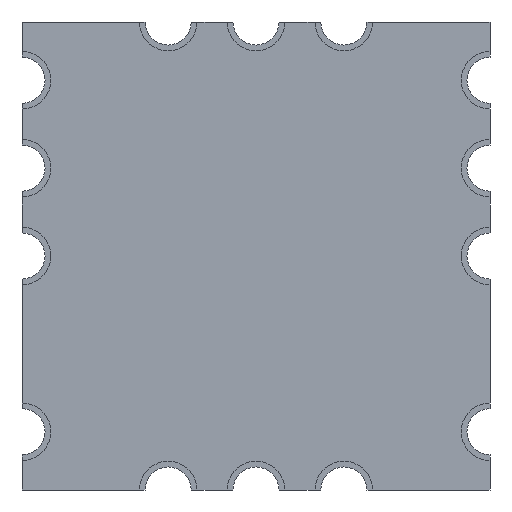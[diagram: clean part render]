
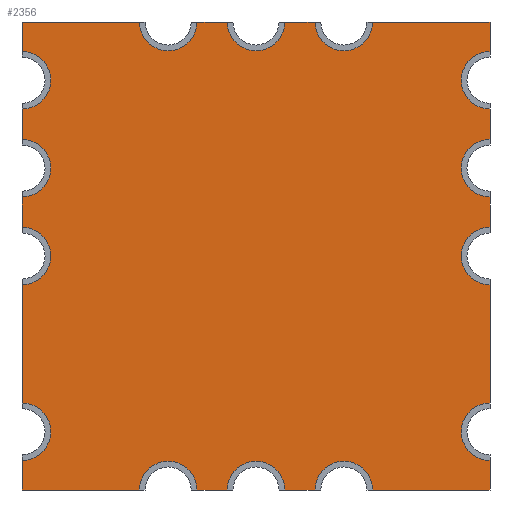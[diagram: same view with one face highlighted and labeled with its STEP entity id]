
A CAD part, front view. The second image highlights one B-rep face of the part: STEP entity #2356.
In plain terms, the highlighted planar face has unit normal (0, -1, 0).
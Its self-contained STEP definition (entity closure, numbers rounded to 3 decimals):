
#23=PLANE('',#2501);
#173=FACE_OUTER_BOUND('',#298,.T.);
#298=EDGE_LOOP('',(#1626,#1627,#1628,#1629,#1630,#1631,#1632,#1633,#1634,
#1635,#1636,#1637,#1638,#1639,#1640,#1641,#1642,#1643,#1644,#1645,#1646,
#1647,#1648,#1649,#1650,#1651,#1652,#1653,#1654,#1655,#1656,#1657));
#434=LINE('',#3433,#690);
#435=LINE('',#3437,#691);
#436=LINE('',#3439,#692);
#437=LINE('',#3443,#693);
#438=LINE('',#3447,#694);
#439=LINE('',#3451,#695);
#440=LINE('',#3453,#696);
#441=LINE('',#3457,#697);
#442=LINE('',#3461,#698);
#443=LINE('',#3465,#699);
#444=LINE('',#3469,#700);
#445=LINE('',#3471,#701);
#446=LINE('',#3475,#702);
#447=LINE('',#3479,#703);
#448=LINE('',#3483,#704);
#449=LINE('',#3485,#705);
#450=LINE('',#3489,#706);
#451=LINE('',#3492,#707);
#690=VECTOR('',#2740,10.);
#691=VECTOR('',#2743,10.);
#692=VECTOR('',#2744,10.);
#693=VECTOR('',#2747,10.);
#694=VECTOR('',#2750,10.);
#695=VECTOR('',#2753,10.);
#696=VECTOR('',#2754,10.);
#697=VECTOR('',#2757,10.);
#698=VECTOR('',#2760,10.);
#699=VECTOR('',#2763,10.);
#700=VECTOR('',#2766,10.);
#701=VECTOR('',#2767,10.);
#702=VECTOR('',#2770,10.);
#703=VECTOR('',#2773,10.);
#704=VECTOR('',#2776,10.);
#705=VECTOR('',#2777,10.);
#706=VECTOR('',#2780,10.);
#707=VECTOR('',#2783,10.);
#942=CIRCLE('',#2498,0.75);
#944=CIRCLE('',#2502,0.75);
#945=CIRCLE('',#2503,0.75);
#946=CIRCLE('',#2504,0.75);
#947=CIRCLE('',#2505,0.75);
#948=CIRCLE('',#2506,0.75);
#949=CIRCLE('',#2507,0.75);
#950=CIRCLE('',#2508,0.75);
#951=CIRCLE('',#2509,0.75);
#952=CIRCLE('',#2510,0.75);
#953=CIRCLE('',#2511,0.75);
#954=CIRCLE('',#2512,0.75);
#955=CIRCLE('',#2513,0.75);
#956=CIRCLE('',#2514,0.75);
#1038=VERTEX_POINT('',#3420);
#1039=VERTEX_POINT('',#3421);
#1042=VERTEX_POINT('',#3432);
#1043=VERTEX_POINT('',#3434);
#1044=VERTEX_POINT('',#3436);
#1045=VERTEX_POINT('',#3438);
#1046=VERTEX_POINT('',#3440);
#1047=VERTEX_POINT('',#3442);
#1048=VERTEX_POINT('',#3444);
#1049=VERTEX_POINT('',#3446);
#1050=VERTEX_POINT('',#3448);
#1051=VERTEX_POINT('',#3450);
#1052=VERTEX_POINT('',#3452);
#1053=VERTEX_POINT('',#3454);
#1054=VERTEX_POINT('',#3456);
#1055=VERTEX_POINT('',#3458);
#1056=VERTEX_POINT('',#3460);
#1057=VERTEX_POINT('',#3462);
#1058=VERTEX_POINT('',#3464);
#1059=VERTEX_POINT('',#3466);
#1060=VERTEX_POINT('',#3468);
#1061=VERTEX_POINT('',#3470);
#1062=VERTEX_POINT('',#3472);
#1063=VERTEX_POINT('',#3474);
#1064=VERTEX_POINT('',#3476);
#1065=VERTEX_POINT('',#3478);
#1066=VERTEX_POINT('',#3480);
#1067=VERTEX_POINT('',#3482);
#1068=VERTEX_POINT('',#3484);
#1069=VERTEX_POINT('',#3486);
#1070=VERTEX_POINT('',#3488);
#1071=VERTEX_POINT('',#3490);
#1270=EDGE_CURVE('',#1038,#1039,#942,.T.);
#1276=EDGE_CURVE('',#1042,#1039,#434,.T.);
#1277=EDGE_CURVE('',#1042,#1043,#944,.T.);
#1278=EDGE_CURVE('',#1044,#1043,#435,.T.);
#1279=EDGE_CURVE('',#1045,#1044,#436,.T.);
#1280=EDGE_CURVE('',#1045,#1046,#945,.T.);
#1281=EDGE_CURVE('',#1047,#1046,#437,.T.);
#1282=EDGE_CURVE('',#1047,#1048,#946,.T.);
#1283=EDGE_CURVE('',#1049,#1048,#438,.T.);
#1284=EDGE_CURVE('',#1049,#1050,#947,.T.);
#1285=EDGE_CURVE('',#1051,#1050,#439,.T.);
#1286=EDGE_CURVE('',#1052,#1051,#440,.T.);
#1287=EDGE_CURVE('',#1052,#1053,#948,.T.);
#1288=EDGE_CURVE('',#1054,#1053,#441,.T.);
#1289=EDGE_CURVE('',#1054,#1055,#949,.T.);
#1290=EDGE_CURVE('',#1056,#1055,#442,.T.);
#1291=EDGE_CURVE('',#1056,#1057,#950,.T.);
#1292=EDGE_CURVE('',#1058,#1057,#443,.T.);
#1293=EDGE_CURVE('',#1058,#1059,#951,.T.);
#1294=EDGE_CURVE('',#1060,#1059,#444,.T.);
#1295=EDGE_CURVE('',#1060,#1061,#445,.T.);
#1296=EDGE_CURVE('',#1061,#1062,#952,.T.);
#1297=EDGE_CURVE('',#1062,#1063,#446,.T.);
#1298=EDGE_CURVE('',#1063,#1064,#953,.T.);
#1299=EDGE_CURVE('',#1064,#1065,#447,.T.);
#1300=EDGE_CURVE('',#1065,#1066,#954,.T.);
#1301=EDGE_CURVE('',#1066,#1067,#448,.T.);
#1302=EDGE_CURVE('',#1068,#1067,#449,.T.);
#1303=EDGE_CURVE('',#1068,#1069,#955,.T.);
#1304=EDGE_CURVE('',#1070,#1069,#450,.T.);
#1305=EDGE_CURVE('',#1070,#1071,#956,.T.);
#1306=EDGE_CURVE('',#1038,#1071,#451,.T.);
#1626=ORIENTED_EDGE('',*,*,#1270,.T.);
#1627=ORIENTED_EDGE('',*,*,#1276,.F.);
#1628=ORIENTED_EDGE('',*,*,#1277,.T.);
#1629=ORIENTED_EDGE('',*,*,#1278,.F.);
#1630=ORIENTED_EDGE('',*,*,#1279,.F.);
#1631=ORIENTED_EDGE('',*,*,#1280,.T.);
#1632=ORIENTED_EDGE('',*,*,#1281,.F.);
#1633=ORIENTED_EDGE('',*,*,#1282,.T.);
#1634=ORIENTED_EDGE('',*,*,#1283,.F.);
#1635=ORIENTED_EDGE('',*,*,#1284,.T.);
#1636=ORIENTED_EDGE('',*,*,#1285,.F.);
#1637=ORIENTED_EDGE('',*,*,#1286,.F.);
#1638=ORIENTED_EDGE('',*,*,#1287,.T.);
#1639=ORIENTED_EDGE('',*,*,#1288,.F.);
#1640=ORIENTED_EDGE('',*,*,#1289,.T.);
#1641=ORIENTED_EDGE('',*,*,#1290,.F.);
#1642=ORIENTED_EDGE('',*,*,#1291,.T.);
#1643=ORIENTED_EDGE('',*,*,#1292,.F.);
#1644=ORIENTED_EDGE('',*,*,#1293,.T.);
#1645=ORIENTED_EDGE('',*,*,#1294,.F.);
#1646=ORIENTED_EDGE('',*,*,#1295,.T.);
#1647=ORIENTED_EDGE('',*,*,#1296,.T.);
#1648=ORIENTED_EDGE('',*,*,#1297,.T.);
#1649=ORIENTED_EDGE('',*,*,#1298,.T.);
#1650=ORIENTED_EDGE('',*,*,#1299,.T.);
#1651=ORIENTED_EDGE('',*,*,#1300,.T.);
#1652=ORIENTED_EDGE('',*,*,#1301,.T.);
#1653=ORIENTED_EDGE('',*,*,#1302,.F.);
#1654=ORIENTED_EDGE('',*,*,#1303,.T.);
#1655=ORIENTED_EDGE('',*,*,#1304,.F.);
#1656=ORIENTED_EDGE('',*,*,#1305,.T.);
#1657=ORIENTED_EDGE('',*,*,#1306,.F.);
#2356=ADVANCED_FACE('',(#173),#23,.F.);
#2498=AXIS2_PLACEMENT_3D('',#3422,#2728,#2729);
#2501=AXIS2_PLACEMENT_3D('',#3431,#2738,#2739);
#2502=AXIS2_PLACEMENT_3D('',#3435,#2741,#2742);
#2503=AXIS2_PLACEMENT_3D('',#3441,#2745,#2746);
#2504=AXIS2_PLACEMENT_3D('',#3445,#2748,#2749);
#2505=AXIS2_PLACEMENT_3D('',#3449,#2751,#2752);
#2506=AXIS2_PLACEMENT_3D('',#3455,#2755,#2756);
#2507=AXIS2_PLACEMENT_3D('',#3459,#2758,#2759);
#2508=AXIS2_PLACEMENT_3D('',#3463,#2761,#2762);
#2509=AXIS2_PLACEMENT_3D('',#3467,#2764,#2765);
#2510=AXIS2_PLACEMENT_3D('',#3473,#2768,#2769);
#2511=AXIS2_PLACEMENT_3D('',#3477,#2771,#2772);
#2512=AXIS2_PLACEMENT_3D('',#3481,#2774,#2775);
#2513=AXIS2_PLACEMENT_3D('',#3487,#2778,#2779);
#2514=AXIS2_PLACEMENT_3D('',#3491,#2781,#2782);
#2728=DIRECTION('center_axis',(0.,1.,0.));
#2729=DIRECTION('ref_axis',(-1.,0.,0.));
#2738=DIRECTION('center_axis',(0.,1.,0.));
#2739=DIRECTION('ref_axis',(1.,0.,0.));
#2740=DIRECTION('',(0.,0.,1.));
#2741=DIRECTION('center_axis',(0.,1.,0.));
#2742=DIRECTION('ref_axis',(-1.,0.,0.));
#2743=DIRECTION('',(0.,0.,1.));
#2744=DIRECTION('',(-1.,0.,0.));
#2745=DIRECTION('center_axis',(0.,1.,0.));
#2746=DIRECTION('ref_axis',(-1.,0.,0.));
#2747=DIRECTION('',(-1.,0.,0.));
#2748=DIRECTION('center_axis',(0.,1.,0.));
#2749=DIRECTION('ref_axis',(-1.,0.,0.));
#2750=DIRECTION('',(-1.,0.,0.));
#2751=DIRECTION('center_axis',(0.,1.,0.));
#2752=DIRECTION('ref_axis',(-1.,0.,0.));
#2753=DIRECTION('',(-1.,0.,0.));
#2754=DIRECTION('',(0.,0.,-1.));
#2755=DIRECTION('center_axis',(0.,1.,0.));
#2756=DIRECTION('ref_axis',(-1.,0.,0.));
#2757=DIRECTION('',(0.,0.,-1.));
#2758=DIRECTION('center_axis',(0.,1.,0.));
#2759=DIRECTION('ref_axis',(-1.,0.,0.));
#2760=DIRECTION('',(0.,0.,-1.));
#2761=DIRECTION('center_axis',(0.,1.,0.));
#2762=DIRECTION('ref_axis',(-1.,0.,0.));
#2763=DIRECTION('',(0.,0.,-1.));
#2764=DIRECTION('center_axis',(0.,1.,0.));
#2765=DIRECTION('ref_axis',(-1.,0.,0.));
#2766=DIRECTION('',(0.,0.,-1.));
#2767=DIRECTION('',(-1.,0.,0.));
#2768=DIRECTION('center_axis',(0.,1.,0.));
#2769=DIRECTION('ref_axis',(-1.,0.,0.));
#2770=DIRECTION('',(-1.,0.,0.));
#2771=DIRECTION('center_axis',(0.,1.,0.));
#2772=DIRECTION('ref_axis',(-1.,0.,0.));
#2773=DIRECTION('',(-1.,0.,0.));
#2774=DIRECTION('center_axis',(0.,1.,0.));
#2775=DIRECTION('ref_axis',(-1.,0.,0.));
#2776=DIRECTION('',(-1.,0.,0.));
#2777=DIRECTION('',(0.,0.,1.));
#2778=DIRECTION('center_axis',(0.,1.,0.));
#2779=DIRECTION('ref_axis',(-1.,0.,0.));
#2780=DIRECTION('',(0.,0.,1.));
#2781=DIRECTION('center_axis',(0.,1.,0.));
#2782=DIRECTION('ref_axis',(-1.,0.,0.));
#2783=DIRECTION('',(0.,0.,1.));
#3420=CARTESIAN_POINT('',(-6.1,0.,0.75));
#3421=CARTESIAN_POINT('',(-6.1,0.,-0.75));
#3422=CARTESIAN_POINT('Origin',(-6.1,0.,0.));
#3431=CARTESIAN_POINT('Origin',(0.,0.,0.));
#3432=CARTESIAN_POINT('',(-6.1,0.,-3.83));
#3433=CARTESIAN_POINT('',(-6.1,0.,-3.98));
#3434=CARTESIAN_POINT('',(-6.1,0.,-5.33));
#3435=CARTESIAN_POINT('Origin',(-6.1,0.,-4.58));
#3436=CARTESIAN_POINT('',(-6.1,0.,-6.1));
#3437=CARTESIAN_POINT('',(-6.1,0.,-6.1));
#3438=CARTESIAN_POINT('',(-3.04,0.,-6.1));
#3439=CARTESIAN_POINT('',(-2.89,0.,-6.1));
#3440=CARTESIAN_POINT('',(-1.54,0.,-6.1));
#3441=CARTESIAN_POINT('Origin',(-2.29,0.,-6.1));
#3442=CARTESIAN_POINT('',(-0.75,0.,-6.1));
#3443=CARTESIAN_POINT('',(-0.6,0.,-6.1));
#3444=CARTESIAN_POINT('',(0.75,0.,-6.1));
#3445=CARTESIAN_POINT('Origin',(0.,0.,-6.1));
#3446=CARTESIAN_POINT('',(1.54,0.,-6.1));
#3447=CARTESIAN_POINT('',(1.69,0.,-6.1));
#3448=CARTESIAN_POINT('',(3.04,0.,-6.1));
#3449=CARTESIAN_POINT('Origin',(2.29,0.,-6.1));
#3450=CARTESIAN_POINT('',(6.1,0.,-6.1));
#3451=CARTESIAN_POINT('',(6.1,0.,-6.1));
#3452=CARTESIAN_POINT('',(6.1,0.,-5.33));
#3453=CARTESIAN_POINT('',(6.1,0.,-5.18));
#3454=CARTESIAN_POINT('',(6.1,0.,-3.83));
#3455=CARTESIAN_POINT('Origin',(6.1,0.,-4.58));
#3456=CARTESIAN_POINT('',(6.1,0.,-0.75));
#3457=CARTESIAN_POINT('',(6.1,0.,-0.6));
#3458=CARTESIAN_POINT('',(6.1,0.,0.75));
#3459=CARTESIAN_POINT('Origin',(6.1,0.,0.));
#3460=CARTESIAN_POINT('',(6.1,0.,1.54));
#3461=CARTESIAN_POINT('',(6.1,0.,1.69));
#3462=CARTESIAN_POINT('',(6.1,0.,3.04));
#3463=CARTESIAN_POINT('Origin',(6.1,0.,2.29));
#3464=CARTESIAN_POINT('',(6.1,0.,3.83));
#3465=CARTESIAN_POINT('',(6.1,0.,3.98));
#3466=CARTESIAN_POINT('',(6.1,0.,5.33));
#3467=CARTESIAN_POINT('Origin',(6.1,0.,4.58));
#3468=CARTESIAN_POINT('',(6.1,0.,6.1));
#3469=CARTESIAN_POINT('',(6.1,0.,6.1));
#3470=CARTESIAN_POINT('',(3.04,0.,6.1));
#3471=CARTESIAN_POINT('',(6.1,0.,6.1));
#3472=CARTESIAN_POINT('',(1.54,0.,6.1));
#3473=CARTESIAN_POINT('Origin',(2.29,0.,6.1));
#3474=CARTESIAN_POINT('',(0.75,0.,6.1));
#3475=CARTESIAN_POINT('',(1.69,0.,6.1));
#3476=CARTESIAN_POINT('',(-0.75,0.,6.1));
#3477=CARTESIAN_POINT('Origin',(0.,0.,6.1));
#3478=CARTESIAN_POINT('',(-1.54,0.,6.1));
#3479=CARTESIAN_POINT('',(-0.6,0.,6.1));
#3480=CARTESIAN_POINT('',(-3.04,0.,6.1));
#3481=CARTESIAN_POINT('Origin',(-2.29,0.,6.1));
#3482=CARTESIAN_POINT('',(-6.1,0.,6.1));
#3483=CARTESIAN_POINT('',(-2.89,0.,6.1));
#3484=CARTESIAN_POINT('',(-6.1,0.,5.33));
#3485=CARTESIAN_POINT('',(-6.1,0.,5.18));
#3486=CARTESIAN_POINT('',(-6.1,0.,3.83));
#3487=CARTESIAN_POINT('Origin',(-6.1,0.,4.58));
#3488=CARTESIAN_POINT('',(-6.1,0.,3.04));
#3489=CARTESIAN_POINT('',(-6.1,0.,2.89));
#3490=CARTESIAN_POINT('',(-6.1,0.,1.54));
#3491=CARTESIAN_POINT('Origin',(-6.1,0.,2.29));
#3492=CARTESIAN_POINT('',(-6.1,0.,0.6));
